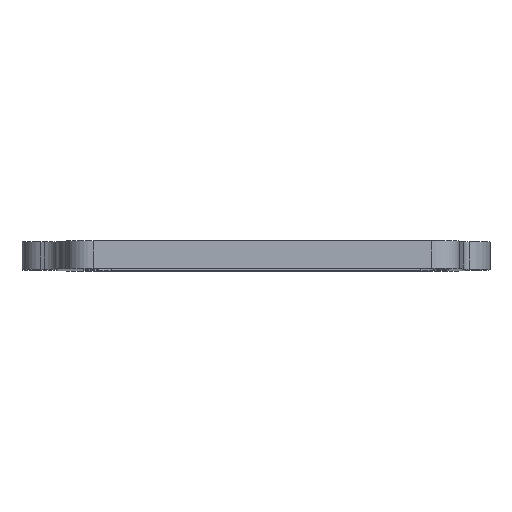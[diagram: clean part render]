
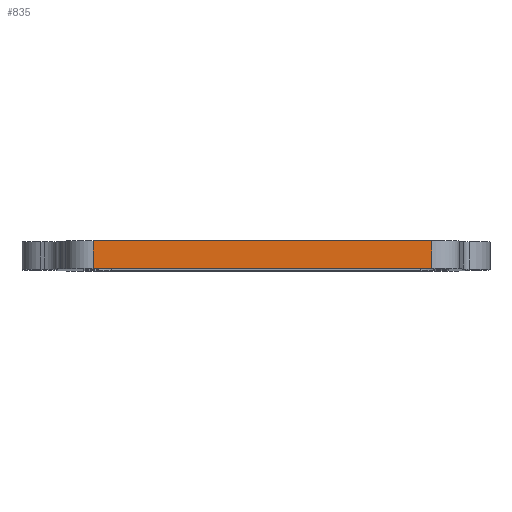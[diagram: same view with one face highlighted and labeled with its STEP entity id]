
A CAD part, top view. The second image highlights one B-rep face of the part: STEP entity #835.
In plain terms, the highlighted planar face has unit normal (0, 0.008, 1).
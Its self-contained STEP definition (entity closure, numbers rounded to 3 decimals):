
#46=PLANE('',#947);
#88=FACE_OUTER_BOUND('',#140,.T.);
#140=EDGE_LOOP('',(#760,#761,#762,#763));
#148=LINE('',#1257,#214);
#199=LINE('',#1435,#265);
#202=LINE('',#1451,#268);
#203=LINE('',#1453,#269);
#214=VECTOR('',#989,10.);
#265=VECTOR('',#1174,10.);
#268=VECTOR('',#1195,10.);
#269=VECTOR('',#1198,10.);
#342=VERTEX_POINT('',#1254);
#343=VERTEX_POINT('',#1256);
#402=VERTEX_POINT('',#1432);
#403=VERTEX_POINT('',#1434);
#424=EDGE_CURVE('',#342,#343,#148,.T.);
#514=EDGE_CURVE('',#402,#403,#199,.T.);
#522=EDGE_CURVE('',#343,#402,#202,.T.);
#523=EDGE_CURVE('',#403,#342,#203,.T.);
#760=ORIENTED_EDGE('',*,*,#522,.F.);
#761=ORIENTED_EDGE('',*,*,#424,.F.);
#762=ORIENTED_EDGE('',*,*,#523,.F.);
#763=ORIENTED_EDGE('',*,*,#514,.F.);
#835=ADVANCED_FACE('',(#88),#46,.T.);
#947=AXIS2_PLACEMENT_3D('',#1462,#1211,#1212);
#989=DIRECTION('',(-1.,0.,0.));
#1174=DIRECTION('',(1.,0.,0.));
#1195=DIRECTION('',(0.,1.,-0.008));
#1198=DIRECTION('',(0.,-1.,0.008));
#1211=DIRECTION('center_axis',(0.,0.008,
1.));
#1212=DIRECTION('ref_axis',(-1.,0.,0.));
#1254=CARTESIAN_POINT('',(70.,-80.981,75.377));
#1256=CARTESIAN_POINT('',(8.842,-80.981,75.377));
#1257=CARTESIAN_POINT('',(3.842,-80.981,75.377));
#1432=CARTESIAN_POINT('',(8.842,-75.981,75.337));
#1434=CARTESIAN_POINT('',(70.,-75.981,75.337));
#1435=CARTESIAN_POINT('',(3.842,-75.981,75.337));
#1451=CARTESIAN_POINT('',(8.842,-75.981,75.337));
#1453=CARTESIAN_POINT('',(70.,-75.981,75.337));
#1462=CARTESIAN_POINT('Origin',(75.,-75.981,75.337));
